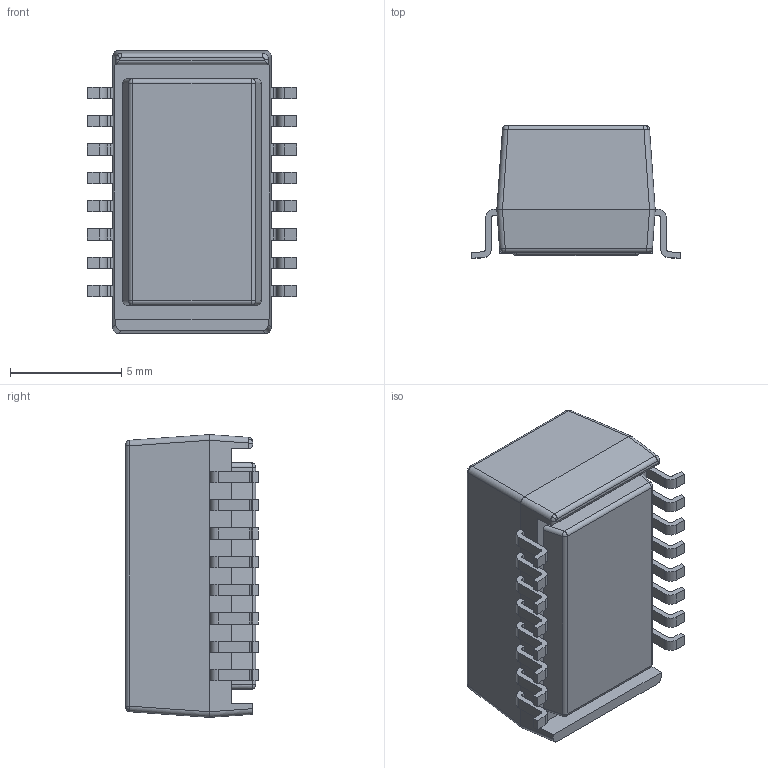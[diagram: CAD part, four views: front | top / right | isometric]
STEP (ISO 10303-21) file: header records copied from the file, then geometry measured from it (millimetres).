
FILE_DESCRIPTION (( 'STEP AP214' ), '1' );
FILE_NAME ('H1102NL.STEP', '2023-11-28T02:01:04', ( '' ), ( '' ), 'SwSTEP 2.0', 'SolidWorks 2021', '' );
FILE_SCHEMA (( 'AUTOMOTIVE_DESIGN' ));
Length unit declared in the file: inch
Products named in the file (1): H1102NL
Bounding box: 9.4 x 5.97 x 12.7 mm (x, y, z)
Volume: 486 mm3; surface area: 476.4 mm2
Topology: 18 solids, 18 shells, 287 faces, 719 edges, 466 vertices
Faces by surface type: plane 182, cylinder 92, bspline 9, sphere 4
Entity records: 8799 total; most frequent: CARTESIAN_POINT 1688, ORIENTED_EDGE 1430, DIRECTION 1404, EDGE_CURVE 715, VECTOR 520, LINE 520, VERTEX_POINT 466, AXIS2_PLACEMENT_3D 442
